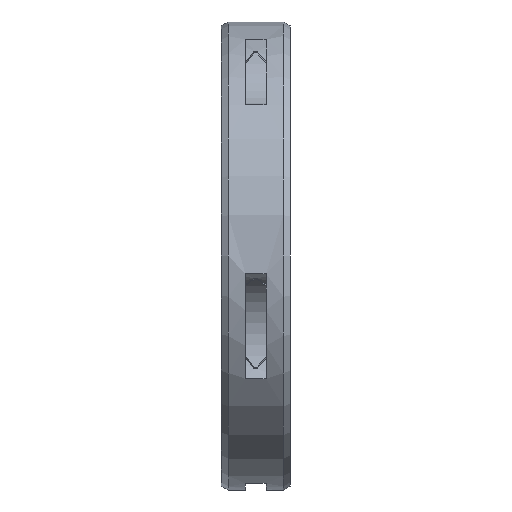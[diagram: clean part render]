
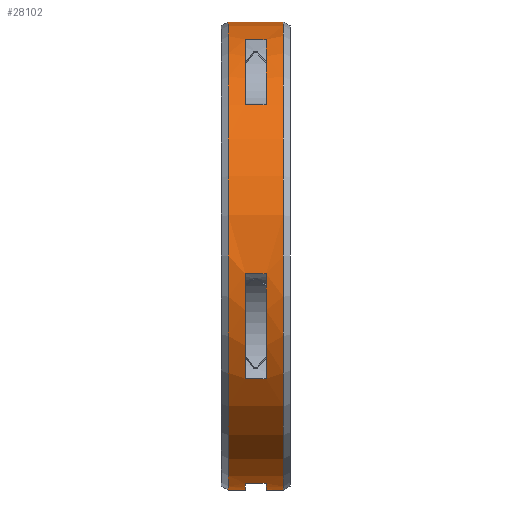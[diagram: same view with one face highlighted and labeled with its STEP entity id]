
A CAD part, left-side view. The second image highlights one B-rep face of the part: STEP entity #28102.
In plain terms, the highlighted cylindrical face has radius 34 mm (diameter 68 mm), a partial arc.
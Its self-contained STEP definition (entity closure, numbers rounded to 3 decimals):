
#26739=CARTESIAN_POINT('',(0.,-1.5,0.));
#26740=DIRECTION('',(0.,-1.,0.));
#26741=DIRECTION('',(-0.236,0.,-0.972));
#26742=AXIS2_PLACEMENT_3D('',#26739,#26740,#26741);
#26747=DIRECTION('',(0.,-1.,0.));
#26748=VECTOR('',#26747,3.);
#26749=CARTESIAN_POINT('',(-8.029,1.5,-33.038));
#26750=LINE('',#26749,#26748);
#26754=CARTESIAN_POINT('',(0.,1.5,0.));
#26755=DIRECTION('',(0.,-1.,0.));
#26756=DIRECTION('',(-0.236,0.,-0.972));
#26757=AXIS2_PLACEMENT_3D('',#26754,#26755,#26756);
#26762=DIRECTION('',(0.,1.,0.));
#26763=VECTOR('',#26762,2.5);
#26764=CARTESIAN_POINT('',(0.,1.5,-34.));
#26765=LINE('',#26764,#26763);
#26769=DIRECTION('',(0.,1.,0.));
#26770=VECTOR('',#26769,8.);
#26771=CARTESIAN_POINT('',(0.,-4.,34.));
#26772=LINE('',#26771,#26770);
#26776=CARTESIAN_POINT('',(0.,-4.,0.));
#26777=DIRECTION('',(0.,1.,0.));
#26778=DIRECTION('',(0.,0.,-1.));
#26779=AXIS2_PLACEMENT_3D('',#26776,#26777,#26778);
#26784=DIRECTION('',(0.,1.,0.));
#26785=VECTOR('',#26784,2.5);
#26786=CARTESIAN_POINT('',(0.,-4.,-34.));
#26787=LINE('',#26786,#26785);
#26791=CARTESIAN_POINT('',(0.,-1.5,0.));
#26792=DIRECTION('',(0.,-1.,0.));
#26793=DIRECTION('',(-0.38,0.,0.925));
#26794=AXIS2_PLACEMENT_3D('',#26791,#26792,#26793);
#26799=DIRECTION('',(0.,-1.,0.));
#26800=VECTOR('',#26799,3.);
#26801=CARTESIAN_POINT('',(-12.924,1.5,31.448));
#26802=LINE('',#26801,#26800);
#26806=CARTESIAN_POINT('',(0.,1.5,0.));
#26807=DIRECTION('',(0.,-1.,0.));
#26808=DIRECTION('',(-0.38,0.,0.925));
#26809=AXIS2_PLACEMENT_3D('',#26806,#26807,#26808);
#26814=DIRECTION('',(0.,-1.,0.));
#26815=VECTOR('',#26814,3.);
#26816=CARTESIAN_POINT('',(-25.915,1.5,22.01));
#26817=LINE('',#26816,#26815);
#26821=CARTESIAN_POINT('',(0.,-1.5,0.));
#26822=DIRECTION('',(0.,-1.,0.));
#26823=DIRECTION('',(-0.997,0.,-0.076));
#26824=AXIS2_PLACEMENT_3D('',#26821,#26822,#26823);
#26829=DIRECTION('',(0.,-1.,0.));
#26830=VECTOR('',#26829,3.);
#26831=CARTESIAN_POINT('',(-33.902,1.5,-2.574));
#26832=LINE('',#26831,#26830);
#26836=CARTESIAN_POINT('',(0.,1.5,0.));
#26837=DIRECTION('',(0.,-1.,0.));
#26838=DIRECTION('',(-0.997,0.,-0.076));
#26839=AXIS2_PLACEMENT_3D('',#26836,#26837,#26838);
#26844=DIRECTION('',(0.,-1.,0.));
#26845=VECTOR('',#26844,3.);
#26846=CARTESIAN_POINT('',(-28.94,1.5,-17.845));
#26847=LINE('',#26846,#26845);
#27165=CARTESIAN_POINT('',(0.,4.,0.));
#27166=DIRECTION('',(0.,1.,0.));
#27167=DIRECTION('',(0.,0.,-1.));
#27168=AXIS2_PLACEMENT_3D('',#27165,#27166,#27167);
#27388=CARTESIAN_POINT('',(0.,-4.,-34.));
#27390=VERTEX_POINT('',#27388);
#27391=CARTESIAN_POINT('',(0.,4.,-34.));
#27393=VERTEX_POINT('',#27391);
#27420=CARTESIAN_POINT('',(0.,-4.,34.));
#27422=VERTEX_POINT('',#27420);
#27423=CARTESIAN_POINT('',(0.,4.,34.));
#27424=VERTEX_POINT('',#27423);
#27437=CARTESIAN_POINT('',(0.,-1.5,-34.));
#27439=VERTEX_POINT('',#27437);
#27441=CARTESIAN_POINT('',(0.,1.5,-34.));
#27443=VERTEX_POINT('',#27441);
#27451=CARTESIAN_POINT('',(-8.029,-1.5,-33.038));
#27452=VERTEX_POINT('',#27451);
#27453=CARTESIAN_POINT('',(-8.029,1.5,-33.038));
#27454=VERTEX_POINT('',#27453);
#27507=CARTESIAN_POINT('',(-12.924,-1.5,31.448));
#27508=CARTESIAN_POINT('',(-25.915,-1.5,22.01));
#27509=VERTEX_POINT('',#27507);
#27510=VERTEX_POINT('',#27508);
#27511=CARTESIAN_POINT('',(-12.924,1.5,31.448));
#27512=CARTESIAN_POINT('',(-25.915,1.5,22.01));
#27513=VERTEX_POINT('',#27511);
#27514=VERTEX_POINT('',#27512);
#27527=CARTESIAN_POINT('',(-33.902,-1.5,-2.574));
#27528=CARTESIAN_POINT('',(-28.94,-1.5,-17.845));
#27529=VERTEX_POINT('',#27527);
#27530=VERTEX_POINT('',#27528);
#27531=CARTESIAN_POINT('',(-33.902,1.5,-2.574));
#27532=CARTESIAN_POINT('',(-28.94,1.5,-17.845));
#27533=VERTEX_POINT('',#27531);
#27534=VERTEX_POINT('',#27532);
#28066=CARTESIAN_POINT('',(0.,35.859,0.));
#28067=DIRECTION('',(0.,-1.,0.));
#28068=DIRECTION('',(0.,0.,1.));
#28069=AXIS2_PLACEMENT_3D('',#28066,#28067,#28068);
#28070=CYLINDRICAL_SURFACE('',#28069,34.);
#28071=ORIENTED_EDGE('',*,*,#27944,.F.);
#28073=ORIENTED_EDGE('',*,*,#28072,.F.);
#28075=ORIENTED_EDGE('',*,*,#28074,.T.);
#28076=ORIENTED_EDGE('',*,*,#27905,.T.);
#28078=ORIENTED_EDGE('',*,*,#28077,.T.);
#28079=ORIENTED_EDGE('',*,*,#27901,.F.);
#28081=ORIENTED_EDGE('',*,*,#28080,.F.);
#28082=ORIENTED_EDGE('',*,*,#27897,.T.);
#28083=EDGE_LOOP('',(#28071,#28073,#28075,#28076,#28078,#28079,#28081,#28082));
#28084=FACE_OUTER_BOUND('',#28083,.F.);
#28086=ORIENTED_EDGE('',*,*,#28085,.F.);
#28088=ORIENTED_EDGE('',*,*,#28087,.F.);
#28090=ORIENTED_EDGE('',*,*,#28089,.T.);
#28092=ORIENTED_EDGE('',*,*,#28091,.T.);
#28093=EDGE_LOOP('',(#28086,#28088,#28090,#28092));
#28094=FACE_BOUND('',#28093,.F.);
#28095=ORIENTED_EDGE('',*,*,#28004,.F.);
#28096=ORIENTED_EDGE('',*,*,#28052,.F.);
#28098=ORIENTED_EDGE('',*,*,#28097,.T.);
#28099=ORIENTED_EDGE('',*,*,#28026,.T.);
#28100=EDGE_LOOP('',(#28095,#28096,#28098,#28099));
#28101=FACE_BOUND('',#28100,.F.);
#26743=CIRCLE('',#26742,34.);
#26758=CIRCLE('',#26757,34.);
#26780=CIRCLE('',#26779,34.);
#26795=CIRCLE('',#26794,34.);
#26810=CIRCLE('',#26809,34.);
#26825=CIRCLE('',#26824,34.);
#26840=CIRCLE('',#26839,34.);
#27169=CIRCLE('',#27168,34.);
#27897=EDGE_CURVE('',#27390,#27439,#26787,.T.);
#27901=EDGE_CURVE('',#27422,#27424,#26772,.T.);
#27905=EDGE_CURVE('',#27443,#27393,#26765,.T.);
#27944=EDGE_CURVE('',#27452,#27439,#26743,.T.);
#28004=EDGE_CURVE('',#27529,#27530,#26825,.T.);
#28026=EDGE_CURVE('',#27534,#27530,#26847,.T.);
#28052=EDGE_CURVE('',#27533,#27529,#26832,.T.);
#28072=EDGE_CURVE('',#27454,#27452,#26750,.T.);
#28074=EDGE_CURVE('',#27454,#27443,#26758,.T.);
#28077=EDGE_CURVE('',#27393,#27424,#27169,.T.);
#28080=EDGE_CURVE('',#27390,#27422,#26780,.T.);
#28085=EDGE_CURVE('',#27509,#27510,#26795,.T.);
#28087=EDGE_CURVE('',#27513,#27509,#26802,.T.);
#28089=EDGE_CURVE('',#27513,#27514,#26810,.T.);
#28091=EDGE_CURVE('',#27514,#27510,#26817,.T.);
#28097=EDGE_CURVE('',#27533,#27534,#26840,.T.);
#28102=ADVANCED_FACE('',(#28084,#28094,#28101),#28070,.T.);
